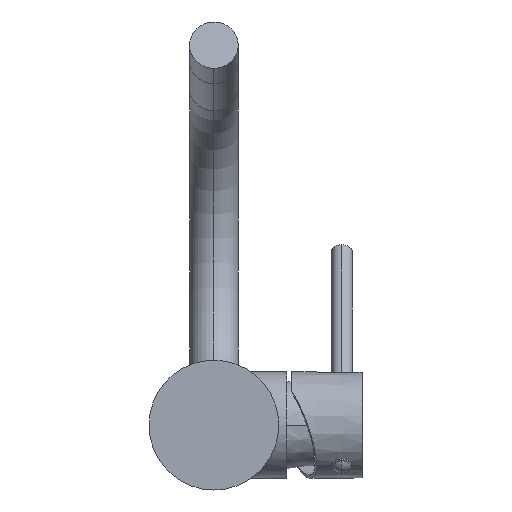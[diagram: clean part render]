
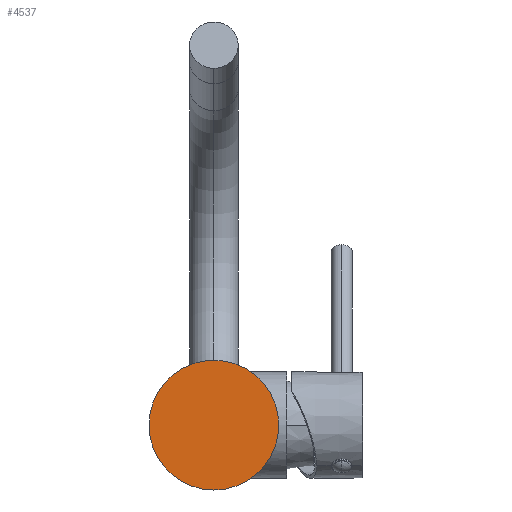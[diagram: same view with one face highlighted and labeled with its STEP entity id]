
A CAD part, front view. The second image highlights one B-rep face of the part: STEP entity #4537.
In plain terms, the highlighted planar face has unit normal (0, -1, 0).
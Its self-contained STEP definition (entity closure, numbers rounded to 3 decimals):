
#4490=CARTESIAN_POINT('',(0.,-4.,0.));
#4491=DIRECTION('',(0.,-1.,0.));
#4492=DIRECTION('',(1.,0.,0.));
#4493=AXIS2_PLACEMENT_3D('',#4490,#4491,#4492);
#4503=CARTESIAN_POINT('',(0.,-4.,0.));
#4504=DIRECTION('',(0.,1.,0.));
#4505=DIRECTION('',(1.,0.,0.));
#4506=AXIS2_PLACEMENT_3D('',#4503,#4504,#4505);
#4518=CARTESIAN_POINT('',(24.,-4.,0.));
#4520=VERTEX_POINT('',#4518);
#4522=CARTESIAN_POINT('',(-24.,-4.,0.));
#4524=VERTEX_POINT('',#4522);
#4526=CARTESIAN_POINT('',(0.,-4.,0.));
#4527=DIRECTION('',(0.,-1.,0.));
#4528=DIRECTION('',(-1.,0.,0.));
#4529=AXIS2_PLACEMENT_3D('',#4526,#4527,#4528);
#4530=PLANE('',#4529);
#4532=ORIENTED_EDGE('',*,*,#4531,.F.);
#4534=ORIENTED_EDGE('',*,*,#4533,.T.);
#4535=EDGE_LOOP('',(#4532,#4534));
#4536=FACE_OUTER_BOUND('',#4535,.F.);
#4537=ADVANCED_FACE('',(#4536),#4530,.T.);
#4494=CIRCLE('',#4493,24.);
#4507=CIRCLE('',#4506,24.);
#4531=EDGE_CURVE('',#4520,#4524,#4494,.T.);
#4533=EDGE_CURVE('',#4520,#4524,#4507,.T.);
